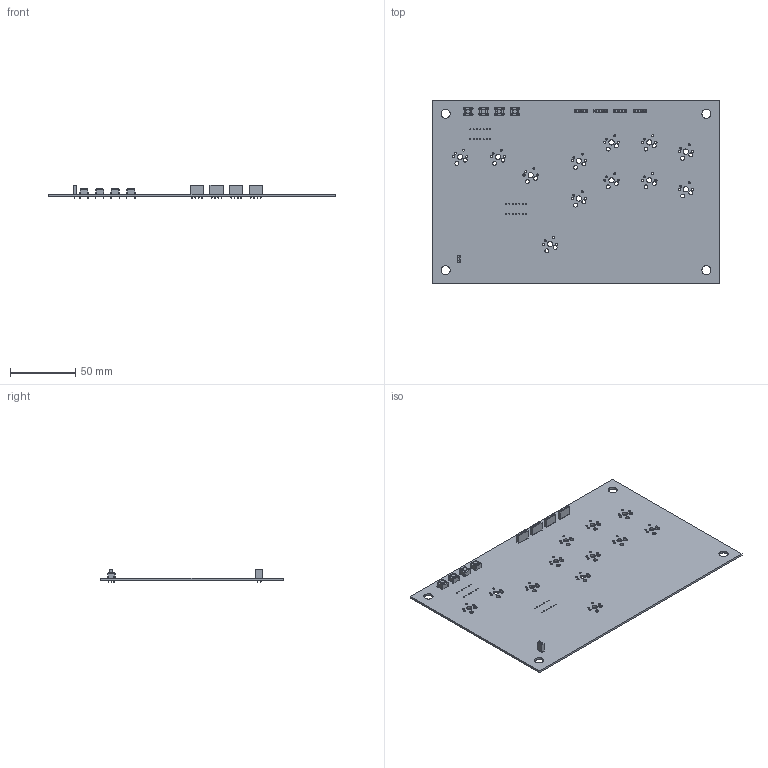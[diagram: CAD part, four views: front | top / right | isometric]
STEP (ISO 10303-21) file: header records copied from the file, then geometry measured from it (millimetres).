
FILE_DESCRIPTION(('KiCad electronic assembly'),'2;1');
FILE_NAME('PCBv2-model.step','2023-06-15T03:53:13',('Pcbnew'),('Kicad'), 'Open CASCADE STEP processor 7.6','KiCad to STEP converter','Unknown' );
FILE_SCHEMA(('AUTOMOTIVE_DESIGN { 1 0 10303 214 1 1 1 1 }'));
Length unit declared in the file: millimetre
Products named in the file (8): PCBv2-model 1; PinSocket_1x02_P2.54mm_Vertical; SOLID; PinSocket_1x04_P2.54mm_Vertical; SW_PUSH_6mm; DS5 PCB
Assembly tree (13 placements, depth 3):
  PCBv2-model 1
    PinSocket_1x02_P2.54mm_Vertical
      SOLID
    PinSocket_1x04_P2.54mm_Vertical  x4
      SOLID
    SW_PUSH_6mm  x4
      SOLID
    DS5 PCB
Bounding box: 220 x 140 x 10.5 mm (x, y, z)
Volume: 49630.6 mm3; surface area: 65193.5 mm2
Topology: 10 solids, 10 shells, 1416 faces, 3826 edges, 2504 vertices
Faces by surface type: plane 1102, cylinder 310, torus 4
Full cylindrical faces by diameter (mm): 0.787 x28, 1 x34, 1.1 x16, 1.499 x24, 1.702 x24, 3 x24, 3.5 x4, 3.988 x12
Entity records: 51863 total; most frequent: CARTESIAN_POINT 9883, DIRECTION 7359, LINE 5150, VECTOR 5150, ORIENTED_EDGE 3926, PCURVE 3926, DEFINITIONAL_REPRESENTATION 3926, EDGE_CURVE 1963
